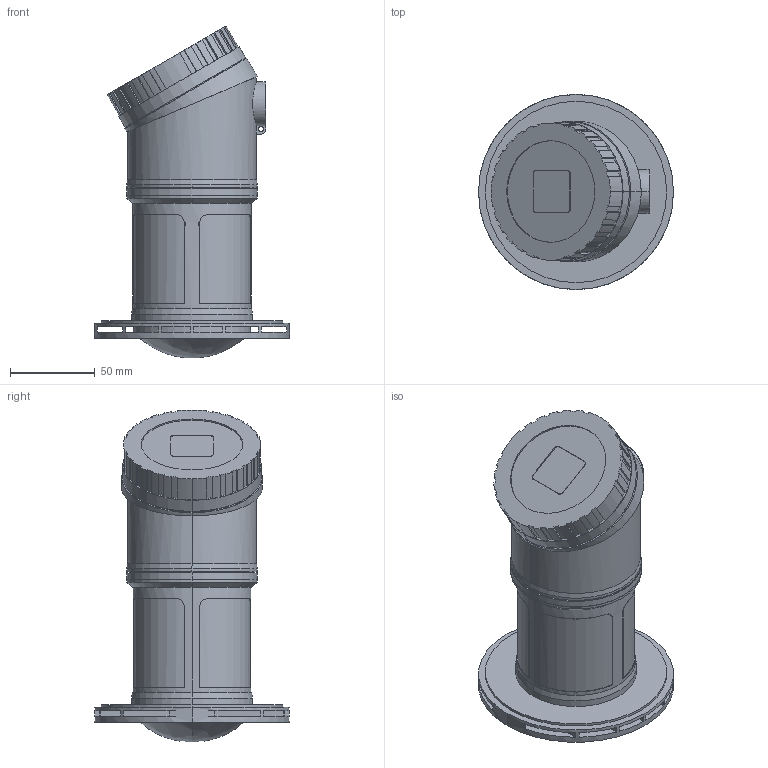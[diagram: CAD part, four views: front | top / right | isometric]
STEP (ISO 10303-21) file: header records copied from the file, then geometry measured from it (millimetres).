
FILE_DESCRIPTION (( 'STEP AP214' ), '1' );
FILE_NAME ('FMR30B-1400_0.STEP', '2025-11-18T13:39:00', ( '' ), ( '' ), 'SwSTEP 2.0', 'SolidWorks 2024', '' );
FILE_SCHEMA (( 'AUTOMOTIVE_DESIGN' ));
Length unit declared in the file: inch
Products named in the file (1): FMR30B-1400_0
Bounding box: 115 x 115 x 195.73 mm (x, y, z)
Volume: 786766.5 mm3; surface area: 81676.6 mm2
Topology: 1 solids, 1 shells, 240 faces, 636 edges, 418 vertices
Faces by surface type: plane 119, cylinder 106, cone 9, bspline 6
Entity records: 8437 total; most frequent: CARTESIAN_POINT 2285, DIRECTION 1308, ORIENTED_EDGE 1272, EDGE_CURVE 636, AXIS2_PLACEMENT_3D 467, VERTEX_POINT 418, LINE 374, VECTOR 374
